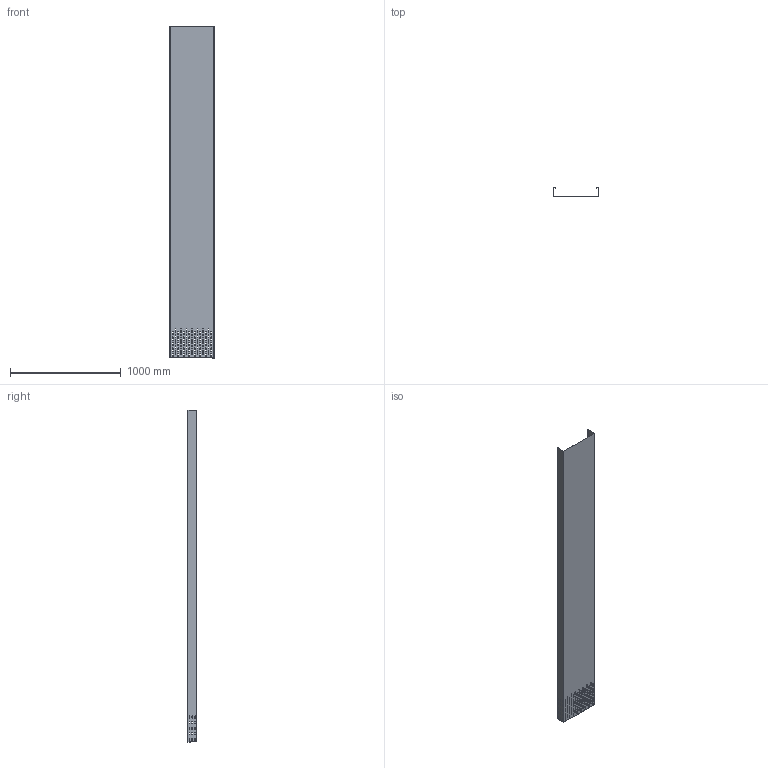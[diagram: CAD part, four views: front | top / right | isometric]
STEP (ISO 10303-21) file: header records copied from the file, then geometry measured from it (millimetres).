
FILE_DESCRIPTION (( 'STEP AP214' ), '1' );
FILE_NAME ('6057616.STEP', '2025-08-19T09:02:40', ( '' ), ( '' ), 'SwSTEP 2.0', 'SolidWorks 2024', '' );
FILE_SCHEMA (( 'AUTOMOTIVE_DESIGN' ));
Length unit declared in the file: millimetre
Products named in the file (1): 6057616
Bounding box: 400 x 85 x 3000 mm (x, y, z)
Volume: 1764626.2 mm3; surface area: 3548431.7 mm2
Topology: 1 solids, 1 shells, 531 faces, 1563 edges, 1034 vertices
Faces by surface type: cylinder 291, plane 240
Entity records: 18290 total; most frequent: DIRECTION 3209, CARTESIAN_POINT 3129, ORIENTED_EDGE 3126, EDGE_CURVE 1563, AXIS2_PLACEMENT_3D 1114, VERTEX_POINT 1034, VECTOR 981, LINE 981
